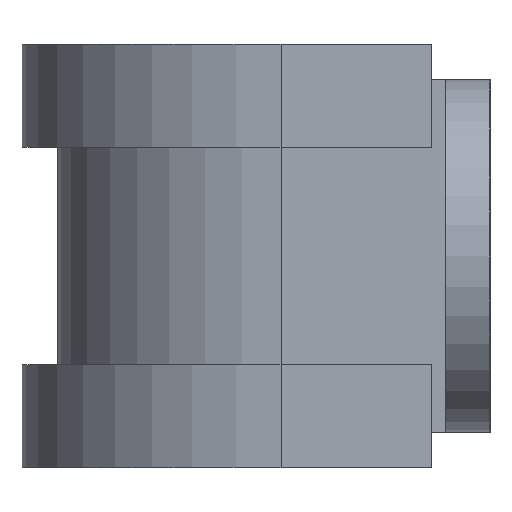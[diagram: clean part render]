
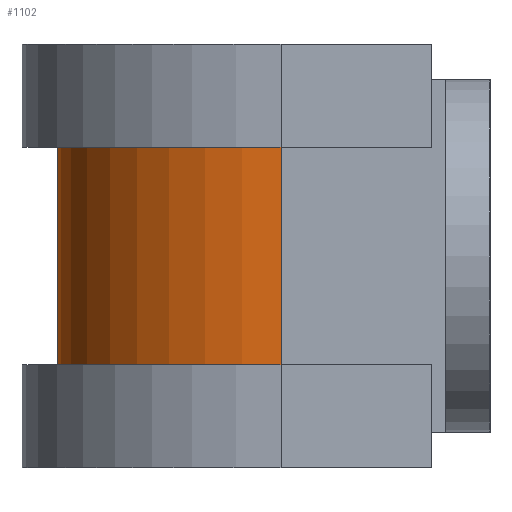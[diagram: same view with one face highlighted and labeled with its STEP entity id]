
A CAD part, left-side view. The second image highlights one B-rep face of the part: STEP entity #1102.
In plain terms, the highlighted cylindrical face has radius 7.6 mm (diameter 15.2 mm), a partial arc.
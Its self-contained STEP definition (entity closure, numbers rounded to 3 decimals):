
#5 = VECTOR ( 'NONE', #313, 1000. ) ;
#26 = CARTESIAN_POINT ( 'NONE',  ( 7.6, 7.1, 3.7 ) ) ;
#133 = FACE_OUTER_BOUND ( 'NONE', #718, .T. ) ;
#182 = DIRECTION ( 'NONE',  ( 1., 0., 0. ) ) ;
#186 = ORIENTED_EDGE ( 'NONE', *, *, #1182, .T. ) ;
#199 = CARTESIAN_POINT ( 'NONE',  ( 7.6, 7.1, -3.7 ) ) ;
#250 = AXIS2_PLACEMENT_3D ( 'NONE', #1376, #1153, #705 ) ;
#260 = VERTEX_POINT ( 'NONE', #199 ) ;
#312 = CIRCLE ( 'NONE', #642, 7.6 ) ;
#313 = DIRECTION ( 'NONE',  ( 0., 0., -1. ) ) ;
#314 = ORIENTED_EDGE ( 'NONE', *, *, #623, .F. ) ;
#335 = VERTEX_POINT ( 'NONE', #26 ) ;
#355 = DIRECTION ( 'NONE',  ( 1., 0., 0. ) ) ;
#478 = ORIENTED_EDGE ( 'NONE', *, *, #823, .F. ) ;
#544 = CIRCLE ( 'NONE', #1345, 7.6 ) ;
#617 = CARTESIAN_POINT ( 'NONE',  ( 7.6, 7.1, 6. ) ) ;
#623 = EDGE_CURVE ( 'NONE', #335, #1129, #544, .T. ) ;
#642 = AXIS2_PLACEMENT_3D ( 'NONE', #1305, #746, #182 ) ;
#705 = DIRECTION ( 'NONE',  ( -1., 0., 0. ) ) ;
#718 = EDGE_LOOP ( 'NONE', ( #314, #1247, #186, #478 ) ) ;
#720 = LINE ( 'NONE', #617, #1344 ) ;
#746 = DIRECTION ( 'NONE',  ( 0., 0., 1. ) ) ;
#758 = LINE ( 'NONE', #1084, #5 ) ;
#804 = CYLINDRICAL_SURFACE ( 'NONE', #250, 7.6 ) ;
#823 = EDGE_CURVE ( 'NONE', #1129, #1281, #758, .T. ) ;
#832 = CARTESIAN_POINT ( 'NONE',  ( -7.6, 7.1, 3.7 ) ) ;
#1058 = DIRECTION ( 'NONE',  ( 0., 0., -1. ) ) ;
#1084 = CARTESIAN_POINT ( 'NONE',  ( -7.6, 7.1, 6. ) ) ;
#1098 = CARTESIAN_POINT ( 'NONE',  ( -7.6, 7.1, -3.7 ) ) ;
#1102 = ADVANCED_FACE ( 'NONE', ( #133 ), #804, .T. ) ;
#1118 = DIRECTION ( 'NONE',  ( 0., 0., 1. ) ) ;
#1129 = VERTEX_POINT ( 'NONE', #832 ) ;
#1136 = CARTESIAN_POINT ( 'NONE',  ( 0., 7.1, 3.7 ) ) ;
#1153 = DIRECTION ( 'NONE',  ( 0., 0., -1. ) ) ;
#1182 = EDGE_CURVE ( 'NONE', #260, #1281, #312, .T. ) ;
#1247 = ORIENTED_EDGE ( 'NONE', *, *, #1248, .T. ) ;
#1248 = EDGE_CURVE ( 'NONE', #335, #260, #720, .T. ) ;
#1281 = VERTEX_POINT ( 'NONE', #1098 ) ;
#1305 = CARTESIAN_POINT ( 'NONE',  ( 0., 7.1, -3.7 ) ) ;
#1344 = VECTOR ( 'NONE', #1058, 1000. ) ;
#1345 = AXIS2_PLACEMENT_3D ( 'NONE', #1136, #1118, #355 ) ;
#1376 = CARTESIAN_POINT ( 'NONE',  ( 0., 7.1, 6. ) ) ;
